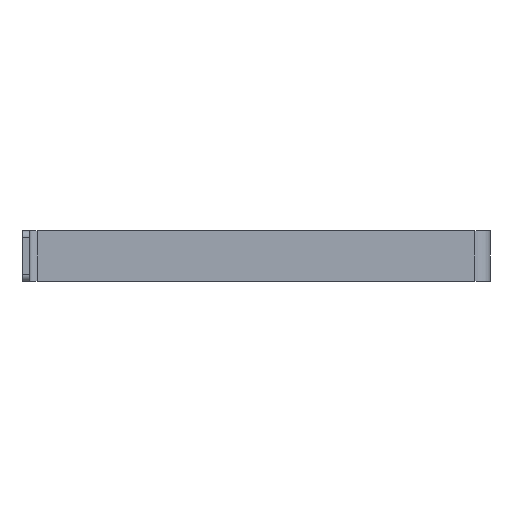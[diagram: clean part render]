
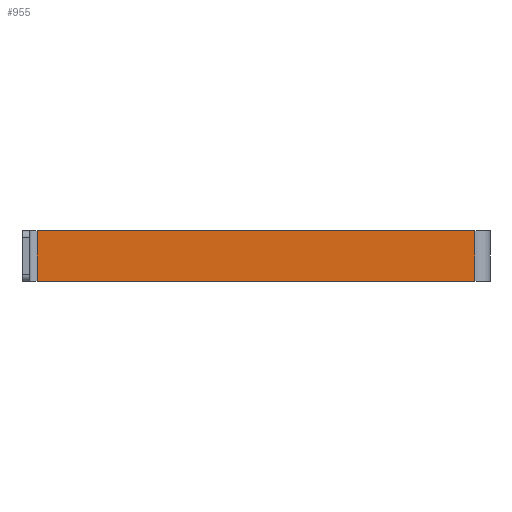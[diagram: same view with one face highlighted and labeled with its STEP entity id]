
A CAD part, left-side view. The second image highlights one B-rep face of the part: STEP entity #955.
In plain terms, the highlighted planar face has unit normal (-1, 0, 0).
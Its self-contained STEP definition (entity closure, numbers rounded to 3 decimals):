
#2 = VERTEX_POINT ( 'NONE', #819 ) ;
#6 = DIRECTION ( 'NONE',  ( 0., 0., -1. ) ) ;
#25 = CARTESIAN_POINT ( 'NONE',  ( -70., 12., -20. ) ) ;
#110 = AXIS2_PLACEMENT_3D ( 'NONE', #681, #332, #6 ) ;
#111 = LINE ( 'NONE', #1457, #698 ) ;
#120 = ORIENTED_EDGE ( 'NONE', *, *, #442, .T. ) ;
#204 = ORIENTED_EDGE ( 'NONE', *, *, #1056, .F. ) ;
#226 = DIRECTION ( 'NONE',  ( 0., 0., -1. ) ) ;
#267 = CARTESIAN_POINT ( 'NONE',  ( -70., 0., -20. ) ) ;
#324 = ORIENTED_EDGE ( 'NONE', *, *, #632, .T. ) ;
#332 = DIRECTION ( 'NONE',  ( 1., 0., 0. ) ) ;
#366 = DIRECTION ( 'NONE',  ( 0., -1., 0. ) ) ;
#373 = DIRECTION ( 'NONE',  ( 0., -1., 0. ) ) ;
#385 = VERTEX_POINT ( 'NONE', #588 ) ;
#442 = EDGE_CURVE ( 'NONE', #2, #623, #1381, .T. ) ;
#486 = VECTOR ( 'NONE', #366, 1000. ) ;
#588 = CARTESIAN_POINT ( 'NONE',  ( -70., 12., 20. ) ) ;
#623 = VERTEX_POINT ( 'NONE', #25 ) ;
#632 = EDGE_CURVE ( 'NONE', #772, #2, #675, .T. ) ;
#664 = CARTESIAN_POINT ( 'NONE',  ( -70., 361., 20. ) ) ;
#675 = LINE ( 'NONE', #664, #861 ) ;
#681 = CARTESIAN_POINT ( 'NONE',  ( -70., 0., 20. ) ) ;
#698 = VECTOR ( 'NONE', #226, 1000. ) ;
#772 = VERTEX_POINT ( 'NONE', #930 ) ;
#819 = CARTESIAN_POINT ( 'NONE',  ( -70., 361., -20. ) ) ;
#861 = VECTOR ( 'NONE', #1126, 1000. ) ;
#930 = CARTESIAN_POINT ( 'NONE',  ( -70., 361., 20. ) ) ;
#955 = ADVANCED_FACE ( 'NONE', ( #1254 ), #991, .F. ) ;
#991 = PLANE ( 'NONE',  #110 ) ;
#1056 = EDGE_CURVE ( 'NONE', #385, #623, #111, .T. ) ;
#1064 = LINE ( 'NONE', #1166, #486 ) ;
#1126 = DIRECTION ( 'NONE',  ( 0., 0., -1. ) ) ;
#1166 = CARTESIAN_POINT ( 'NONE',  ( -70., 0., 20. ) ) ;
#1181 = EDGE_CURVE ( 'NONE', #772, #385, #1064, .T. ) ;
#1199 = EDGE_LOOP ( 'NONE', ( #120, #204, #1398, #324 ) ) ;
#1254 = FACE_OUTER_BOUND ( 'NONE', #1199, .T. ) ;
#1378 = VECTOR ( 'NONE', #373, 1000. ) ;
#1381 = LINE ( 'NONE', #267, #1378 ) ;
#1398 = ORIENTED_EDGE ( 'NONE', *, *, #1181, .F. ) ;
#1457 = CARTESIAN_POINT ( 'NONE',  ( -70., 12., 20. ) ) ;
